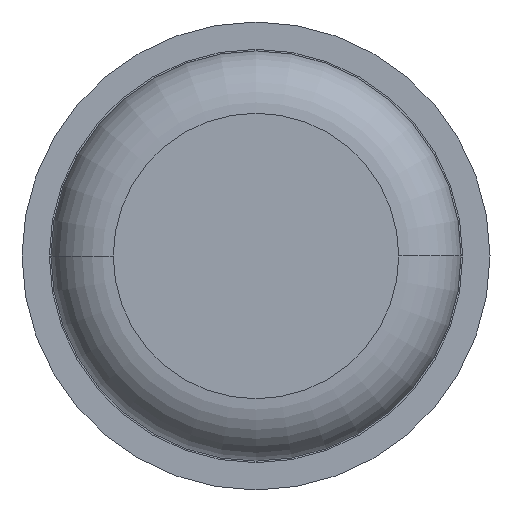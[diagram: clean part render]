
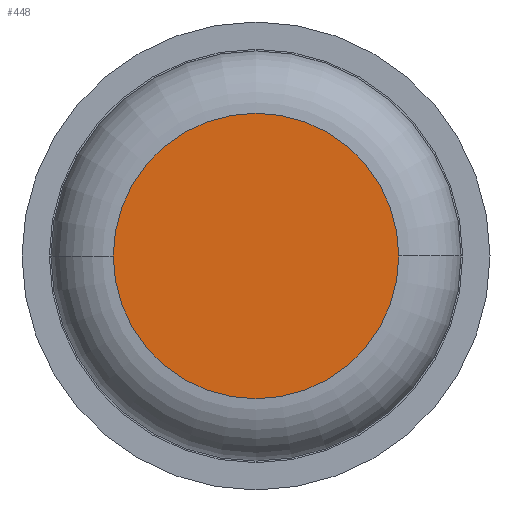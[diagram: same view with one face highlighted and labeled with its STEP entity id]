
A CAD part, front view. The second image highlights one B-rep face of the part: STEP entity #448.
In plain terms, the highlighted planar face has unit normal (0, -1, 0).
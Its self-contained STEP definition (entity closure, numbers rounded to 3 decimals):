
#448 = ADVANCED_FACE ( 'Defeature ausgef�hrt1_6', ( #689 ), #2242, .F. ) ;
#467 = EDGE_LOOP ( 'NONE', ( #470, #887 ) ) ;
#470 = ORIENTED_EDGE ( 'NONE', *, *, #1866, .T. ) ;
#689 = FACE_OUTER_BOUND ( 'NONE', #467, .T. ) ;
#763 = VERTEX_POINT ( 'NONE', #4007 ) ;
#849 = DIRECTION ( 'NONE',  ( -1., 0., 0. ) ) ;
#887 = ORIENTED_EDGE ( 'NONE', *, *, #1779, .T. ) ;
#926 = DIRECTION ( 'NONE',  ( 0., 1., 0. ) ) ;
#1032 = AXIS2_PLACEMENT_3D ( 'NONE', #2591, #926, #1275 ) ;
#1275 = DIRECTION ( 'NONE',  ( -1., 0., 0. ) ) ;
#1637 = CARTESIAN_POINT ( 'NONE',  ( -0.915, 0., 0. ) ) ;
#1779 = EDGE_CURVE ( 'Defeature ausgef�hrt1_6+Defeature ausgef�hrt1_7+Defeature ausgef�hrt1_7+Defeature ausgef�hrt1_7', #763, #2294, #4044, .T. ) ;
#1817 = AXIS2_PLACEMENT_3D ( 'NONE', #2197, #2497, #849 ) ;
#1866 = EDGE_CURVE ( 'Defeature ausgef�hrt1_6+Defeature ausgef�hrt1_7+Defeature ausgef�hrt1_7+Defeature ausgef�hrt1_7', #2294, #763, #1962, .T. ) ;
#1962 = CIRCLE ( 'NONE', #2945, 0.915 ) ;
#2197 = CARTESIAN_POINT ( 'NONE',  ( 0., 0., 0. ) ) ;
#2242 = PLANE ( 'NONE',  #1032 ) ;
#2294 = VERTEX_POINT ( 'NONE', #1637 ) ;
#2497 = DIRECTION ( 'NONE',  ( 0., -1., 0. ) ) ;
#2591 = CARTESIAN_POINT ( 'NONE',  ( 0., 0., 0. ) ) ;
#2660 = CARTESIAN_POINT ( 'NONE',  ( 0., 0., 0. ) ) ;
#2945 = AXIS2_PLACEMENT_3D ( 'NONE', #2660, #4280, #3320 ) ;
#3320 = DIRECTION ( 'NONE',  ( -1., 0., 0. ) ) ;
#4007 = CARTESIAN_POINT ( 'NONE',  ( 0.915, 0., 0. ) ) ;
#4044 = CIRCLE ( 'NONE', #1817, 0.915 ) ;
#4280 = DIRECTION ( 'NONE',  ( 0., -1., 0. ) ) ;
